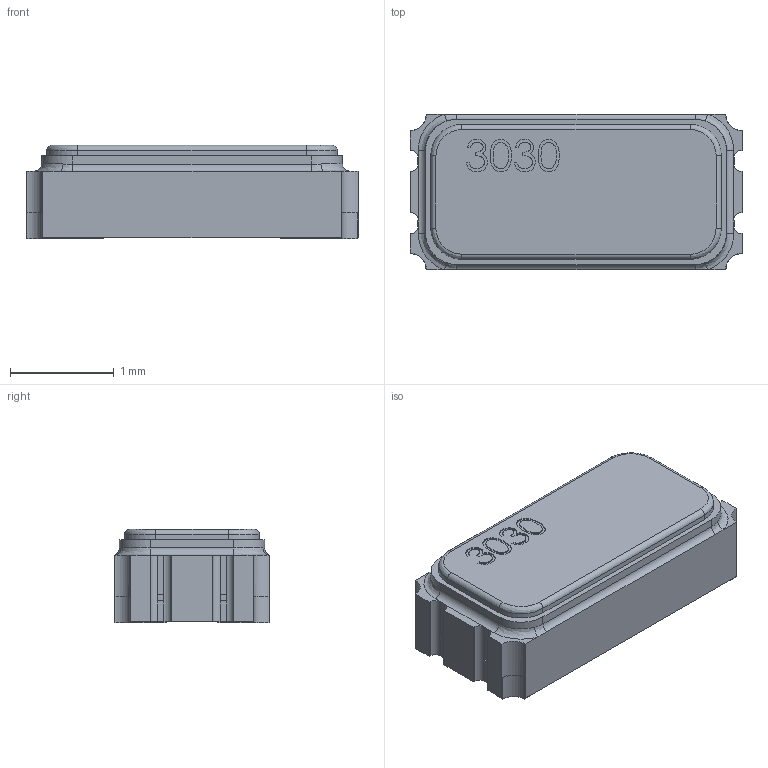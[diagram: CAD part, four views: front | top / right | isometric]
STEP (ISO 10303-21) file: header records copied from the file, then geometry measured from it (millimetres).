
FILE_DESCRIPTION (( 'STEP AP214' ), '1' );
FILE_NAME ('785A4A46-829F-41B7-9A05-1B8089F8545E.STEP', '2023-03-04T08:37:32', ( '' ), ( '' ), 'SwSTEP 2.0', 'SolidWorks 2022', '' );
FILE_SCHEMA (( 'AUTOMOTIVE_DESIGN' ));
Length unit declared in the file: millimetre
Products named in the file (1): 785A4A46-829F-41B7-9A05-1B8089F8545E
Bounding box: 3.2 x 1.5 x 0.9 mm (x, y, z)
Volume: 4 mm3; surface area: 17.2 mm2
Topology: 1 solids, 1 shells, 216 faces, 577 edges, 370 vertices
Faces by surface type: plane 114, bspline 58, cylinder 44
Entity records: 10376 total; most frequent: CARTESIAN_POINT 4498, ORIENTED_EDGE 1154, DIRECTION 891, EDGE_CURVE 577, LINE 373, VECTOR 373, VERTEX_POINT 370, AXIS2_PLACEMENT_3D 259
